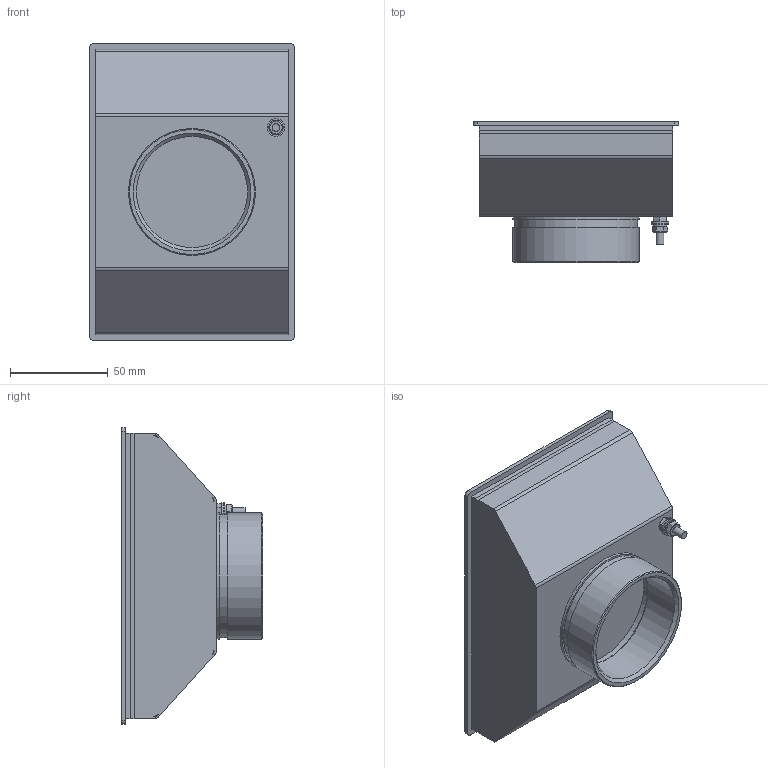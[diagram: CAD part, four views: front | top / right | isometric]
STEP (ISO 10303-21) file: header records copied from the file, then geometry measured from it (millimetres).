
FILE_DESCRIPTION (( 'STEP AP203' ), '1' );
FILE_NAME ('ﾂﾇﾏ.150.2.STEP', '2025-06-24T11:30:22', ( '' ), ( '' ), 'SwSTEP 2.0', 'SolidWorks 2022', '' );
FILE_SCHEMA (( 'CONFIG_CONTROL_DESIGN' ));
Length unit declared in the file: millimetre
Products named in the file (1): ВЗП.150.2
Bounding box: 105 x 72.3 x 152 mm (x, y, z)
Volume: 561930.3 mm3; surface area: 121851.1 mm2
Topology: 9 solids, 9 shells, 464 faces, 1099 edges, 677 vertices
Faces by surface type: plane 276, cylinder 125, cone 51, torus 12
Full cylindrical faces by diameter (mm): 3.02 x12, 3.3 x1, 4 x1, 4.3 x2, 5 x12, 5.5 x12, 7 x24, 9 x2, 9.64 x4, 10 x8, 57 x1, 59.7 x1, 63 x1, 63.5 x1, 63.8 x1, 65 x2
Entity records: 12541 total; most frequent: CARTESIAN_POINT 2189, DIRECTION 2178, ORIENTED_EDGE 1848, EDGE_CURVE 924, AXIS2_PLACEMENT_3D 817, EDGE_LOOP 726, VERTEX_POINT 644, FACE_OUTER_BOUND 561
